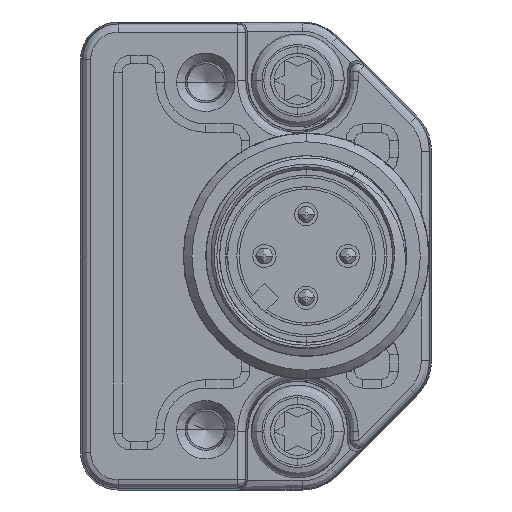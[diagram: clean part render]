
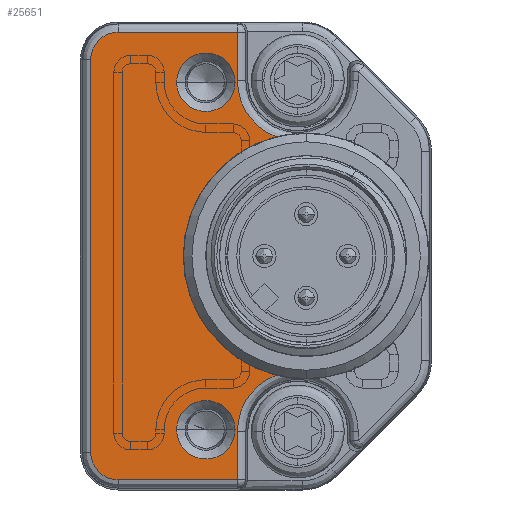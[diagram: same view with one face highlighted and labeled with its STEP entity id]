
A CAD part, left-side view. The second image highlights one B-rep face of the part: STEP entity #25651.
In plain terms, the highlighted planar face has unit normal (-1, 0, 0).
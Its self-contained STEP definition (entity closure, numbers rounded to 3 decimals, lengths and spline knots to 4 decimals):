
#221=CARTESIAN_POINT('',(-0.5118,0.315,
-0.4134));
#222=DIRECTION('',(1.,0.,0.));
#223=DIRECTION('',(0.,1.,0.));
#224=AXIS2_PLACEMENT_3D('',#221,#222,#223);
#226=DIRECTION('',(0.,0.,1.));
#227=VECTOR('',#226,0.1138);
#228=CARTESIAN_POINT('',(-0.5118,0.4572,
-0.5272));
#229=LINE('',#228,#227);
#230=DIRECTION('',(0.,-1.,0.));
#231=VECTOR('',#230,0.281);
#232=CARTESIAN_POINT('',(-0.5118,0.7382,
-0.5272));
#233=LINE('',#232,#231);
#234=CARTESIAN_POINT('',(-0.5118,0.7382,
-0.4626));
#235=DIRECTION('',(-1.,0.,0.));
#236=DIRECTION('',(0.,1.,0.));
#237=AXIS2_PLACEMENT_3D('',#234,#235,#236);
#239=DIRECTION('',(0.,0.,-1.));
#240=VECTOR('',#239,0.9252);
#241=CARTESIAN_POINT('',(-0.5118,0.8028,
0.4626));
#242=LINE('',#241,#240);
#243=CARTESIAN_POINT('',(-0.5118,0.7382,
0.4626));
#244=DIRECTION('',(-1.,0.,0.));
#245=DIRECTION('',(0.,0.,1.));
#246=AXIS2_PLACEMENT_3D('',#243,#244,#245);
#248=DIRECTION('',(0.,1.,0.));
#249=VECTOR('',#248,0.281);
#250=CARTESIAN_POINT('',(-0.5118,0.4572,
0.5272));
#251=LINE('',#250,#249);
#252=DIRECTION('',(0.,0.,1.));
#253=VECTOR('',#252,0.1138);
#254=CARTESIAN_POINT('',(-0.5118,0.4572,
0.4134));
#255=LINE('',#254,#253);
#256=CARTESIAN_POINT('',(-0.5118,0.315,
0.4134));
#257=DIRECTION('',(1.,0.,0.));
#258=DIRECTION('',(0.,0.359,-0.933));
#259=AXIS2_PLACEMENT_3D('',#256,#257,#258);
#261=CARTESIAN_POINT('',(-0.5118,0.2953,0.));
#262=DIRECTION('',(-1.,0.,0.));
#263=DIRECTION('',(0.,0.244,0.97));
#264=AXIS2_PLACEMENT_3D('',#261,#262,#263);
#266=CARTESIAN_POINT('',(-0.5118,0.5315,
-0.4091));
#267=DIRECTION('',(1.,0.,0.));
#268=DIRECTION('',(0.,1.,0.));
#269=AXIS2_PLACEMENT_3D('',#266,#267,#268);
#271=CARTESIAN_POINT('',(-0.5118,0.5315,
-0.4091));
#272=DIRECTION('',(1.,0.,0.));
#273=DIRECTION('',(0.,-1.,0.));
#274=AXIS2_PLACEMENT_3D('',#271,#272,#273);
#276=CARTESIAN_POINT('',(-0.5118,0.5315,
0.4091));
#277=DIRECTION('',(1.,0.,0.));
#278=DIRECTION('',(0.,1.,0.));
#279=AXIS2_PLACEMENT_3D('',#276,#277,#278);
#281=CARTESIAN_POINT('',(-0.5118,0.5315,
0.4091));
#282=DIRECTION('',(1.,0.,0.));
#283=DIRECTION('',(0.,-1.,0.));
#284=AXIS2_PLACEMENT_3D('',#281,#282,#283);
#22617=CARTESIAN_POINT('',(-0.5118,0.8028,
-0.4626));
#22618=CARTESIAN_POINT('',(-0.5118,0.7382,
-0.5272));
#22619=VERTEX_POINT('',#22617);
#22620=VERTEX_POINT('',#22618);
#22625=CARTESIAN_POINT('',(-0.5118,0.8028,
0.4626));
#22626=VERTEX_POINT('',#22625);
#22629=CARTESIAN_POINT('',(-0.5118,0.7382,
0.5272));
#22630=VERTEX_POINT('',#22629);
#22653=CARTESIAN_POINT('',(-0.5118,0.6004,
-0.4091));
#22654=CARTESIAN_POINT('',(-0.5118,0.4626,
-0.4091));
#22655=VERTEX_POINT('',#22653);
#22656=VERTEX_POINT('',#22654);
#22657=CARTESIAN_POINT('',(-0.5118,0.6004,
0.4091));
#22658=CARTESIAN_POINT('',(-0.5118,0.4626,
0.4091));
#22659=VERTEX_POINT('',#22657);
#22660=VERTEX_POINT('',#22658);
#22689=CARTESIAN_POINT('',(-0.5118,0.4572,
-0.4134));
#22690=CARTESIAN_POINT('',(-0.5118,0.366,
-0.2806));
#22691=VERTEX_POINT('',#22689);
#22692=VERTEX_POINT('',#22690);
#22693=CARTESIAN_POINT('',(-0.5118,0.4572,
-0.5272));
#22694=VERTEX_POINT('',#22693);
#22717=CARTESIAN_POINT('',(-0.5118,0.366,
0.2806));
#22718=CARTESIAN_POINT('',(-0.5118,0.4572,
0.4134));
#22719=VERTEX_POINT('',#22717);
#22720=VERTEX_POINT('',#22718);
#22721=CARTESIAN_POINT('',(-0.5118,0.4572,
0.5272));
#22722=VERTEX_POINT('',#22721);
#25613=CARTESIAN_POINT('',(-0.5118,0.,0.));
#25614=DIRECTION('',(-1.,0.,0.));
#25615=DIRECTION('',(0.,0.,1.));
#25616=AXIS2_PLACEMENT_3D('',#25613,#25614,#25615);
#25617=PLANE('',#25616);
#25619=ORIENTED_EDGE('',*,*,#25618,.F.);
#25621=ORIENTED_EDGE('',*,*,#25620,.F.);
#25623=ORIENTED_EDGE('',*,*,#25622,.F.);
#25625=ORIENTED_EDGE('',*,*,#25624,.F.);
#25626=ORIENTED_EDGE('',*,*,#25603,.F.);
#25628=ORIENTED_EDGE('',*,*,#25627,.F.);
#25630=ORIENTED_EDGE('',*,*,#25629,.F.);
#25632=ORIENTED_EDGE('',*,*,#25631,.F.);
#25634=ORIENTED_EDGE('',*,*,#25633,.F.);
#25636=ORIENTED_EDGE('',*,*,#25635,.T.);
#25637=EDGE_LOOP('',(#25619,#25621,#25623,#25625,#25626,#25628,#25630,#25632,
#25634,#25636));
#25638=FACE_OUTER_BOUND('',#25637,.F.);
#25640=ORIENTED_EDGE('',*,*,#25639,.F.);
#25642=ORIENTED_EDGE('',*,*,#25641,.F.);
#25643=EDGE_LOOP('',(#25640,#25642));
#25644=FACE_BOUND('',#25643,.F.);
#25646=ORIENTED_EDGE('',*,*,#25645,.F.);
#25648=ORIENTED_EDGE('',*,*,#25647,.F.);
#25649=EDGE_LOOP('',(#25646,#25648));
#25650=FACE_BOUND('',#25649,.F.);
#25651=ADVANCED_FACE('',(#25638,#25644,#25650),#25617,.T.);
#225=CIRCLE('',#224,0.1423);
#238=CIRCLE('',#237,0.0646);
#247=CIRCLE('',#246,0.0646);
#260=CIRCLE('',#259,0.1423);
#265=CIRCLE('',#264,0.2894);
#270=CIRCLE('',#269,0.0689);
#275=CIRCLE('',#274,0.0689);
#280=CIRCLE('',#279,0.0689);
#285=CIRCLE('',#284,0.0689);
#25603=EDGE_CURVE('',#22626,#22619,#242,.T.);
#25618=EDGE_CURVE('',#22691,#22692,#225,.T.);
#25620=EDGE_CURVE('',#22694,#22691,#229,.T.);
#25622=EDGE_CURVE('',#22620,#22694,#233,.T.);
#25624=EDGE_CURVE('',#22619,#22620,#238,.T.);
#25627=EDGE_CURVE('',#22630,#22626,#247,.T.);
#25629=EDGE_CURVE('',#22722,#22630,#251,.T.);
#25631=EDGE_CURVE('',#22720,#22722,#255,.T.);
#25633=EDGE_CURVE('',#22719,#22720,#260,.T.);
#25635=EDGE_CURVE('',#22719,#22692,#265,.T.);
#25639=EDGE_CURVE('',#22655,#22656,#270,.T.);
#25641=EDGE_CURVE('',#22656,#22655,#275,.T.);
#25645=EDGE_CURVE('',#22659,#22660,#280,.T.);
#25647=EDGE_CURVE('',#22660,#22659,#285,.T.);
